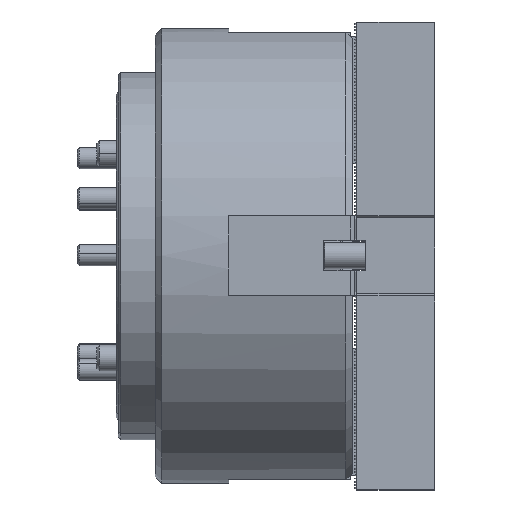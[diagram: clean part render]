
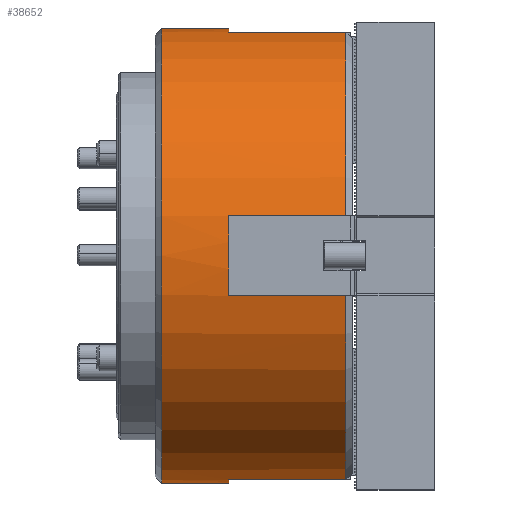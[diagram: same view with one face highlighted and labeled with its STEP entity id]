
A CAD part, top view. The second image highlights one B-rep face of the part: STEP entity #38652.
In plain terms, the highlighted cylindrical face has radius 105 mm (diameter 210 mm), a partial arc.
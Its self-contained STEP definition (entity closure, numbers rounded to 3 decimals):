
#14 = DIRECTION ( 'NONE',  ( -1., 0., 0. ) ) ;
#624 = EDGE_CURVE ( 'NONE', #41295, #27431, #35981, .T. ) ;
#1509 = AXIS2_PLACEMENT_3D ( 'NONE', #20358, #14, #23812 ) ;
#1555 = CARTESIAN_POINT ( 'NONE',  ( 0., 0., 0. ) ) ;
#1810 = ORIENTED_EDGE ( 'NONE', *, *, #33075, .F. ) ;
#1980 = LINE ( 'NONE', #3046, #28086 ) ;
#2533 = ORIENTED_EDGE ( 'NONE', *, *, #624, .T. ) ;
#2811 = VERTEX_POINT ( 'NONE', #34589 ) ;
#3046 = CARTESIAN_POINT ( 'NONE',  ( 0., 105., 0. ) ) ;
#3354 = CYLINDRICAL_SURFACE ( 'NONE', #6495, 105. ) ;
#3576 = ORIENTED_EDGE ( 'NONE', *, *, #32836, .T. ) ;
#3704 = CARTESIAN_POINT ( 'NONE',  ( -57., -103.357, 18.5 ) ) ;
#4580 = CIRCLE ( 'NONE', #1509, 105. ) ;
#5440 = EDGE_CURVE ( 'NONE', #30498, #2811, #11062, .T. ) ;
#6021 = CARTESIAN_POINT ( 'NONE',  ( -57., -105., 0. ) ) ;
#6169 = CARTESIAN_POINT ( 'NONE',  ( -57., -18.5, 103.357 ) ) ;
#6495 = AXIS2_PLACEMENT_3D ( 'NONE', #1555, #32208, #42257 ) ;
#7147 = CARTESIAN_POINT ( 'NONE',  ( -57., 0., 0. ) ) ;
#7757 = VECTOR ( 'NONE', #11911, 1000. ) ;
#7837 = DIRECTION ( 'NONE',  ( 1., 0., 0. ) ) ;
#8815 = AXIS2_PLACEMENT_3D ( 'NONE', #29329, #8852, #32705 ) ;
#8852 = DIRECTION ( 'NONE',  ( -1., 0., 0. ) ) ;
#9188 = ORIENTED_EDGE ( 'NONE', *, *, #15898, .T. ) ;
#9990 = AXIS2_PLACEMENT_3D ( 'NONE', #7147, #30999, #10574 ) ;
#10574 = DIRECTION ( 'NONE',  ( 0., 1., 0. ) ) ;
#10834 = CIRCLE ( 'NONE', #33117, 105. ) ;
#11037 = CIRCLE ( 'NONE', #38746, 105. ) ;
#11062 = CIRCLE ( 'NONE', #8815, 105. ) ;
#11768 = ORIENTED_EDGE ( 'NONE', *, *, #5440, .T. ) ;
#11911 = DIRECTION ( 'NONE',  ( 1., 0., 0. ) ) ;
#12072 = CARTESIAN_POINT ( 'NONE',  ( 0., -105., 0. ) ) ;
#12929 = CARTESIAN_POINT ( 'NONE',  ( 0., 103.357, 18.5 ) ) ;
#13271 = CARTESIAN_POINT ( 'NONE',  ( -3., 0., 0. ) ) ;
#13494 = VERTEX_POINT ( 'NONE', #6169 ) ;
#14031 = EDGE_CURVE ( 'NONE', #23180, #43188, #11037, .T. ) ;
#14082 = ORIENTED_EDGE ( 'NONE', *, *, #36585, .F. ) ;
#14388 = ORIENTED_EDGE ( 'NONE', *, *, #17729, .T. ) ;
#15101 = LINE ( 'NONE', #19572, #23132 ) ;
#15480 = DIRECTION ( 'NONE',  ( 1., 0., 0. ) ) ;
#15898 = EDGE_CURVE ( 'NONE', #23287, #41295, #4580, .T. ) ;
#16033 = VECTOR ( 'NONE', #24063, 1000. ) ;
#16348 = EDGE_CURVE ( 'NONE', #22644, #41001, #15101, .T. ) ;
#16669 = DIRECTION ( 'NONE',  ( 0., 1., 0. ) ) ;
#17151 = CARTESIAN_POINT ( 'NONE',  ( 0., -18.5, 103.357 ) ) ;
#17655 = LINE ( 'NONE', #12072, #35759 ) ;
#17729 = EDGE_CURVE ( 'NONE', #37328, #13494, #25161, .T. ) ;
#18357 = DIRECTION ( 'NONE',  ( 1., 0., 0. ) ) ;
#19123 = CARTESIAN_POINT ( 'NONE',  ( -88., 105., 0. ) ) ;
#19572 = CARTESIAN_POINT ( 'NONE',  ( 0., 18.5, 103.357 ) ) ;
#19617 = ORIENTED_EDGE ( 'NONE', *, *, #35782, .T. ) ;
#20358 = CARTESIAN_POINT ( 'NONE',  ( -57., 0., 0. ) ) ;
#20596 = CARTESIAN_POINT ( 'NONE',  ( -57., 18.5, 103.357 ) ) ;
#22644 = VERTEX_POINT ( 'NONE', #20596 ) ;
#23132 = VECTOR ( 'NONE', #39914, 1000. ) ;
#23180 = VERTEX_POINT ( 'NONE', #19123 ) ;
#23287 = VERTEX_POINT ( 'NONE', #6021 ) ;
#23812 = DIRECTION ( 'NONE',  ( 0., 1., 0. ) ) ;
#24063 = DIRECTION ( 'NONE',  ( -1., 0., 0. ) ) ;
#24388 = ORIENTED_EDGE ( 'NONE', *, *, #43551, .F. ) ;
#25161 = LINE ( 'NONE', #17151, #16033 ) ;
#27431 = VERTEX_POINT ( 'NONE', #29827 ) ;
#27864 = CARTESIAN_POINT ( 'NONE',  ( -3., -18.5, 103.357 ) ) ;
#27939 = CARTESIAN_POINT ( 'NONE',  ( -57., 103.357, 18.5 ) ) ;
#28086 = VECTOR ( 'NONE', #30332, 1000. ) ;
#28277 = CARTESIAN_POINT ( 'NONE',  ( -3., 0., 0. ) ) ;
#28652 = ORIENTED_EDGE ( 'NONE', *, *, #14031, .T. ) ;
#29329 = CARTESIAN_POINT ( 'NONE',  ( -57., 0., 0. ) ) ;
#29827 = CARTESIAN_POINT ( 'NONE',  ( -3., -103.357, 18.5 ) ) ;
#30332 = DIRECTION ( 'NONE',  ( 1., 0., 0. ) ) ;
#30498 = VERTEX_POINT ( 'NONE', #27939 ) ;
#30713 = LINE ( 'NONE', #12929, #38610 ) ;
#30999 = DIRECTION ( 'NONE',  ( -1., 0., 0. ) ) ;
#31688 = DIRECTION ( 'NONE',  ( 0., 1., 0. ) ) ;
#32208 = DIRECTION ( 'NONE',  ( 1., 0., 0. ) ) ;
#32343 = CARTESIAN_POINT ( 'NONE',  ( 0., -103.357, 18.5 ) ) ;
#32705 = DIRECTION ( 'NONE',  ( 0., 0., -1. ) ) ;
#32836 = EDGE_CURVE ( 'NONE', #36289, #30498, #30713, .T. ) ;
#33075 = EDGE_CURVE ( 'NONE', #37328, #27431, #39128, .T. ) ;
#33117 = AXIS2_PLACEMENT_3D ( 'NONE', #13271, #37065, #16669 ) ;
#34262 = EDGE_LOOP ( 'NONE', ( #28652, #19617, #9188, #2533, #1810, #14388, #34713, #41476, #24388, #3576, #11768, #14082 ) ) ;
#34589 = CARTESIAN_POINT ( 'NONE',  ( -57., 105., 0. ) ) ;
#34713 = ORIENTED_EDGE ( 'NONE', *, *, #42010, .T. ) ;
#35759 = VECTOR ( 'NONE', #15480, 1000. ) ;
#35782 = EDGE_CURVE ( 'NONE', #43188, #23287, #17655, .T. ) ;
#35981 = LINE ( 'NONE', #32343, #7757 ) ;
#36289 = VERTEX_POINT ( 'NONE', #42650 ) ;
#36518 = AXIS2_PLACEMENT_3D ( 'NONE', #28277, #7837, #31688 ) ;
#36585 = EDGE_CURVE ( 'NONE', #23180, #2811, #1980, .T. ) ;
#37065 = DIRECTION ( 'NONE',  ( 1., 0., 0. ) ) ;
#37328 = VERTEX_POINT ( 'NONE', #27864 ) ;
#38610 = VECTOR ( 'NONE', #43565, 1000. ) ;
#38652 = ADVANCED_FACE ( 'NONE', ( #39546 ), #3354, .T. ) ;
#38726 = CARTESIAN_POINT ( 'NONE',  ( -88., 0., 0. ) ) ;
#38746 = AXIS2_PLACEMENT_3D ( 'NONE', #38726, #18357, #42113 ) ;
#39128 = CIRCLE ( 'NONE', #36518, 105. ) ;
#39546 = FACE_OUTER_BOUND ( 'NONE', #34262, .T. ) ;
#39914 = DIRECTION ( 'NONE',  ( 1., 0., 0. ) ) ;
#40948 = CARTESIAN_POINT ( 'NONE',  ( -88., -105., 0. ) ) ;
#41001 = VERTEX_POINT ( 'NONE', #42200 ) ;
#41295 = VERTEX_POINT ( 'NONE', #3704 ) ;
#41423 = CIRCLE ( 'NONE', #9990, 105. ) ;
#41476 = ORIENTED_EDGE ( 'NONE', *, *, #16348, .T. ) ;
#42010 = EDGE_CURVE ( 'NONE', #13494, #22644, #41423, .T. ) ;
#42113 = DIRECTION ( 'NONE',  ( 0., 1., 0. ) ) ;
#42200 = CARTESIAN_POINT ( 'NONE',  ( -3., 18.5, 103.357 ) ) ;
#42257 = DIRECTION ( 'NONE',  ( 0., 1., 0. ) ) ;
#42650 = CARTESIAN_POINT ( 'NONE',  ( -3., 103.357, 18.5 ) ) ;
#43188 = VERTEX_POINT ( 'NONE', #40948 ) ;
#43551 = EDGE_CURVE ( 'NONE', #36289, #41001, #10834, .T. ) ;
#43565 = DIRECTION ( 'NONE',  ( -1., 0., 0. ) ) ;
